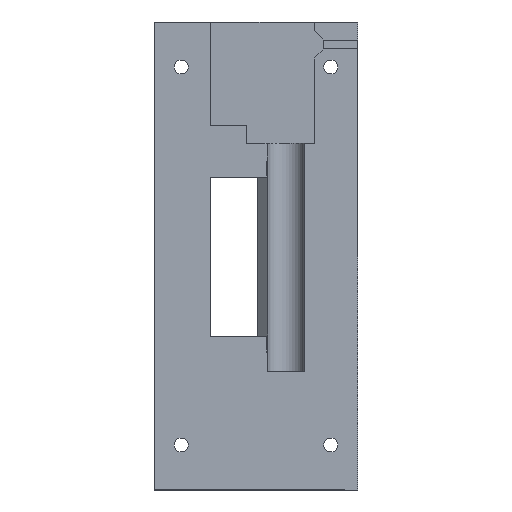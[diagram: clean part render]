
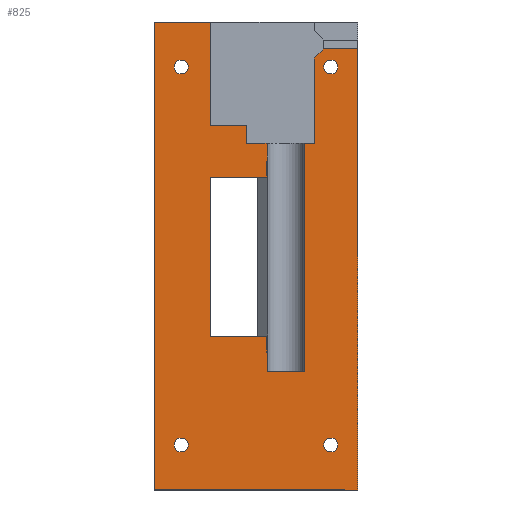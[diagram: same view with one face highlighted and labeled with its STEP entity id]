
A CAD part, left-side view. The second image highlights one B-rep face of the part: STEP entity #825.
In plain terms, the highlighted planar face has unit normal (-1, 0, 0).
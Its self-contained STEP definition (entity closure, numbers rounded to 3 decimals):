
#19=FACE_BOUND('',#90,.T.);
#20=FACE_BOUND('',#91,.T.);
#21=FACE_BOUND('',#92,.T.);
#22=FACE_BOUND('',#93,.T.);
#28=CIRCLE('',#890,1.55);
#29=CIRCLE('',#891,1.55);
#30=CIRCLE('',#892,1.55);
#31=CIRCLE('',#893,1.55);
#48=FACE_OUTER_BOUND('',#89,.T.);
#89=EDGE_LOOP('',(#563,#564,#565,#566,#567,#568,#569,#570,#571,#572,#573,
#574,#575,#576,#577,#578,#579,#580,#581,#582,#583,#584,#585));
#90=EDGE_LOOP('',(#586));
#91=EDGE_LOOP('',(#587));
#92=EDGE_LOOP('',(#588));
#93=EDGE_LOOP('',(#589));
#142=LINE('',#1169,#242);
#148=LINE('',#1181,#248);
#164=LINE('',#1213,#264);
#165=LINE('',#1215,#265);
#166=LINE('',#1217,#266);
#167=LINE('',#1219,#267);
#168=LINE('',#1221,#268);
#169=LINE('',#1223,#269);
#170=LINE('',#1225,#270);
#171=LINE('',#1227,#271);
#172=LINE('',#1229,#272);
#173=LINE('',#1231,#273);
#174=LINE('',#1233,#274);
#175=LINE('',#1235,#275);
#176=LINE('',#1237,#276);
#177=LINE('',#1239,#277);
#178=LINE('',#1241,#278);
#179=LINE('',#1243,#279);
#180=LINE('',#1245,#280);
#181=LINE('',#1246,#281);
#182=LINE('',#1248,#282);
#183=LINE('',#1249,#283);
#184=LINE('',#1250,#284);
#242=VECTOR('',#955,10.);
#248=VECTOR('',#963,10.);
#264=VECTOR('',#987,10.);
#265=VECTOR('',#988,10.);
#266=VECTOR('',#989,10.);
#267=VECTOR('',#990,10.);
#268=VECTOR('',#991,10.);
#269=VECTOR('',#992,10.);
#270=VECTOR('',#993,10.);
#271=VECTOR('',#994,10.);
#272=VECTOR('',#995,10.);
#273=VECTOR('',#996,10.);
#274=VECTOR('',#997,10.);
#275=VECTOR('',#998,10.);
#276=VECTOR('',#999,10.);
#277=VECTOR('',#1000,10.);
#278=VECTOR('',#1001,10.);
#279=VECTOR('',#1002,10.);
#280=VECTOR('',#1003,10.);
#281=VECTOR('',#1004,10.);
#282=VECTOR('',#1005,10.);
#283=VECTOR('',#1006,10.);
#284=VECTOR('',#1007,10.);
#340=VERTEX_POINT('',#1167);
#341=VERTEX_POINT('',#1168);
#345=VERTEX_POINT('',#1179);
#346=VERTEX_POINT('',#1180);
#357=VERTEX_POINT('',#1211);
#358=VERTEX_POINT('',#1212);
#359=VERTEX_POINT('',#1214);
#360=VERTEX_POINT('',#1216);
#361=VERTEX_POINT('',#1218);
#362=VERTEX_POINT('',#1220);
#363=VERTEX_POINT('',#1222);
#364=VERTEX_POINT('',#1224);
#365=VERTEX_POINT('',#1226);
#366=VERTEX_POINT('',#1228);
#367=VERTEX_POINT('',#1230);
#368=VERTEX_POINT('',#1232);
#369=VERTEX_POINT('',#1234);
#370=VERTEX_POINT('',#1236);
#371=VERTEX_POINT('',#1238);
#372=VERTEX_POINT('',#1240);
#373=VERTEX_POINT('',#1242);
#374=VERTEX_POINT('',#1244);
#375=VERTEX_POINT('',#1247);
#376=VERTEX_POINT('',#1251);
#377=VERTEX_POINT('',#1253);
#378=VERTEX_POINT('',#1255);
#379=VERTEX_POINT('',#1257);
#414=EDGE_CURVE('',#340,#341,#142,.T.);
#420=EDGE_CURVE('',#345,#346,#148,.T.);
#436=EDGE_CURVE('',#357,#358,#164,.T.);
#437=EDGE_CURVE('',#359,#357,#165,.T.);
#438=EDGE_CURVE('',#360,#359,#166,.T.);
#439=EDGE_CURVE('',#361,#360,#167,.T.);
#440=EDGE_CURVE('',#362,#361,#168,.T.);
#441=EDGE_CURVE('',#363,#362,#169,.T.);
#442=EDGE_CURVE('',#364,#363,#170,.T.);
#443=EDGE_CURVE('',#364,#365,#171,.T.);
#444=EDGE_CURVE('',#365,#366,#172,.T.);
#445=EDGE_CURVE('',#366,#367,#173,.T.);
#446=EDGE_CURVE('',#367,#368,#174,.T.);
#447=EDGE_CURVE('',#368,#369,#175,.T.);
#448=EDGE_CURVE('',#370,#369,#176,.T.);
#449=EDGE_CURVE('',#371,#370,#177,.T.);
#450=EDGE_CURVE('',#372,#371,#178,.T.);
#451=EDGE_CURVE('',#373,#372,#179,.T.);
#452=EDGE_CURVE('',#374,#373,#180,.T.);
#453=EDGE_CURVE('',#341,#374,#181,.T.);
#454=EDGE_CURVE('',#375,#340,#182,.T.);
#455=EDGE_CURVE('',#346,#375,#183,.T.);
#456=EDGE_CURVE('',#358,#345,#184,.T.);
#457=EDGE_CURVE('',#376,#376,#28,.T.);
#458=EDGE_CURVE('',#377,#377,#29,.T.);
#459=EDGE_CURVE('',#378,#378,#30,.T.);
#460=EDGE_CURVE('',#379,#379,#31,.T.);
#563=ORIENTED_EDGE('',*,*,#436,.F.);
#564=ORIENTED_EDGE('',*,*,#437,.F.);
#565=ORIENTED_EDGE('',*,*,#438,.F.);
#566=ORIENTED_EDGE('',*,*,#439,.F.);
#567=ORIENTED_EDGE('',*,*,#440,.F.);
#568=ORIENTED_EDGE('',*,*,#441,.F.);
#569=ORIENTED_EDGE('',*,*,#442,.F.);
#570=ORIENTED_EDGE('',*,*,#443,.T.);
#571=ORIENTED_EDGE('',*,*,#444,.T.);
#572=ORIENTED_EDGE('',*,*,#445,.T.);
#573=ORIENTED_EDGE('',*,*,#446,.T.);
#574=ORIENTED_EDGE('',*,*,#447,.T.);
#575=ORIENTED_EDGE('',*,*,#448,.F.);
#576=ORIENTED_EDGE('',*,*,#449,.F.);
#577=ORIENTED_EDGE('',*,*,#450,.F.);
#578=ORIENTED_EDGE('',*,*,#451,.F.);
#579=ORIENTED_EDGE('',*,*,#452,.F.);
#580=ORIENTED_EDGE('',*,*,#453,.F.);
#581=ORIENTED_EDGE('',*,*,#414,.F.);
#582=ORIENTED_EDGE('',*,*,#454,.F.);
#583=ORIENTED_EDGE('',*,*,#455,.F.);
#584=ORIENTED_EDGE('',*,*,#420,.F.);
#585=ORIENTED_EDGE('',*,*,#456,.F.);
#586=ORIENTED_EDGE('',*,*,#457,.F.);
#587=ORIENTED_EDGE('',*,*,#458,.F.);
#588=ORIENTED_EDGE('',*,*,#459,.F.);
#589=ORIENTED_EDGE('',*,*,#460,.F.);
#747=PLANE('',#889);
#825=ADVANCED_FACE('',(#48,#19,#20,#21,#22),#747,.F.);
#889=AXIS2_PLACEMENT_3D('',#1210,#985,#986);
#890=AXIS2_PLACEMENT_3D('',#1252,#1008,#1009);
#891=AXIS2_PLACEMENT_3D('',#1254,#1010,#1011);
#892=AXIS2_PLACEMENT_3D('',#1256,#1012,#1013);
#893=AXIS2_PLACEMENT_3D('',#1258,#1014,#1015);
#955=DIRECTION('',(0.,-1.,0.));
#963=DIRECTION('',(0.,0.,-1.));
#985=DIRECTION('center_axis',(1.,0.,0.));
#986=DIRECTION('ref_axis',(0.,0.,-1.));
#987=DIRECTION('',(0.,-0.707,0.707));
#988=DIRECTION('',(0.,0.,1.));
#989=DIRECTION('',(0.,-1.,0.));
#990=DIRECTION('',(0.,0.,1.));
#991=DIRECTION('',(0.,-1.,0.));
#992=DIRECTION('',(0.,0.,-1.));
#993=DIRECTION('',(0.,-1.,0.));
#994=DIRECTION('',(0.,0.,1.));
#995=DIRECTION('',(0.,1.,0.));
#996=DIRECTION('',(0.,0.,1.));
#997=DIRECTION('',(0.,-1.,0.));
#998=DIRECTION('',(0.,0.,1.));
#999=DIRECTION('',(0.,1.,0.));
#1000=DIRECTION('',(0.,0.,-1.));
#1001=DIRECTION('',(0.,-1.,0.));
#1002=DIRECTION('',(0.,0.,-1.));
#1003=DIRECTION('',(0.,-1.,0.));
#1004=DIRECTION('',(0.,0.,-1.));
#1005=DIRECTION('',(0.,0.,1.));
#1006=DIRECTION('',(0.,1.,0.));
#1007=DIRECTION('',(0.,-1.,0.));
#1008=DIRECTION('center_axis',(-1.,0.,0.));
#1009=DIRECTION('ref_axis',(0.,0.,1.));
#1010=DIRECTION('center_axis',(-1.,0.,0.));
#1011=DIRECTION('ref_axis',(0.,0.,1.));
#1012=DIRECTION('center_axis',(-1.,0.,0.));
#1013=DIRECTION('ref_axis',(0.,0.,1.));
#1014=DIRECTION('center_axis',(-1.,0.,0.));
#1015=DIRECTION('ref_axis',(0.,0.,1.));
#1167=CARTESIAN_POINT('',(0.,29.2,27.15));
#1168=CARTESIAN_POINT('',(0.,16.7,27.15));
#1169=CARTESIAN_POINT('',(0.,-8.,27.15));
#1179=CARTESIAN_POINT('',(0.,-16.,21.15));
#1180=CARTESIAN_POINT('',(0.,-16.,-76.85));
#1181=CARTESIAN_POINT('',(0.,-16.,11.575));
#1210=CARTESIAN_POINT('Origin',(0.,0.,0.));
#1211=CARTESIAN_POINT('',(0.,-6.4,19.15));
#1212=CARTESIAN_POINT('',(0.,-8.4,21.15));
#1213=CARTESIAN_POINT('',(0.,-0.512,13.263));
#1214=CARTESIAN_POINT('',(0.,-6.4,0.2));
#1215=CARTESIAN_POINT('',(0.,-6.4,10.575));
#1216=CARTESIAN_POINT('',(0.,-4.15,0.2));
#1217=CARTESIAN_POINT('',(0.,-3.2,0.2));
#1218=CARTESIAN_POINT('',(0.,-4.15,-50.6));
#1219=CARTESIAN_POINT('',(0.,-4.15,0.2));
#1220=CARTESIAN_POINT('',(0.,4.15,-50.6));
#1221=CARTESIAN_POINT('',(0.,0.,-50.6));
#1222=CARTESIAN_POINT('',(0.,4.15,-46.2));
#1223=CARTESIAN_POINT('',(0.,4.15,0.2));
#1224=CARTESIAN_POINT('',(0.,4.2,-46.2));
#1225=CARTESIAN_POINT('',(0.,10.1,-46.2));
#1226=CARTESIAN_POINT('',(0.,4.2,-42.7));
#1227=CARTESIAN_POINT('',(0.,4.2,-46.2));
#1228=CARTESIAN_POINT('',(0.,16.7,-42.7));
#1229=CARTESIAN_POINT('',(0.,4.2,-42.7));
#1230=CARTESIAN_POINT('',(0.,16.7,-7.3));
#1231=CARTESIAN_POINT('',(0.,16.7,-42.7));
#1232=CARTESIAN_POINT('',(0.,4.2,-7.3));
#1233=CARTESIAN_POINT('',(0.,16.7,-7.3));
#1234=CARTESIAN_POINT('',(0.,4.2,-3.8));
#1235=CARTESIAN_POINT('',(0.,4.2,-7.3));
#1236=CARTESIAN_POINT('',(0.,4.15,-3.8));
#1237=CARTESIAN_POINT('',(0.,-2.,-3.8));
#1238=CARTESIAN_POINT('',(0.,4.15,0.2));
#1239=CARTESIAN_POINT('',(0.,4.15,0.2));
#1240=CARTESIAN_POINT('',(0.,8.7,0.2));
#1241=CARTESIAN_POINT('',(0.,-3.2,0.2));
#1242=CARTESIAN_POINT('',(0.,8.7,4.25));
#1243=CARTESIAN_POINT('',(0.,8.7,0.1));
#1244=CARTESIAN_POINT('',(0.,16.7,4.25));
#1245=CARTESIAN_POINT('',(0.,4.35,4.25));
#1246=CARTESIAN_POINT('',(0.,16.7,2.125));
#1247=CARTESIAN_POINT('',(0.,29.2,-76.85));
#1248=CARTESIAN_POINT('',(0.,29.2,13.575));
#1249=CARTESIAN_POINT('',(0.,14.6,-76.85));
#1250=CARTESIAN_POINT('',(0.,-8.,21.15));
#1251=CARTESIAN_POINT('',(0.,-10.,15.6));
#1252=CARTESIAN_POINT('Origin',(0.,-10.,17.15));
#1253=CARTESIAN_POINT('',(0.,23.2,15.6));
#1254=CARTESIAN_POINT('Origin',(0.,23.2,17.15));
#1255=CARTESIAN_POINT('',(0.,-10.,-68.4));
#1256=CARTESIAN_POINT('Origin',(0.,-10.,-66.85));
#1257=CARTESIAN_POINT('',(0.,23.2,-68.4));
#1258=CARTESIAN_POINT('Origin',(0.,23.2,-66.85));
